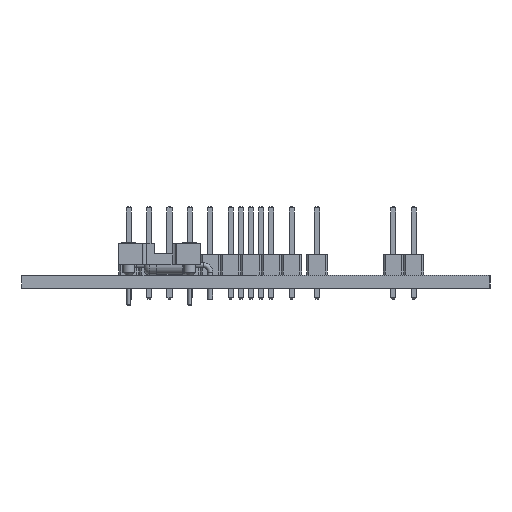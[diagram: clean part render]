
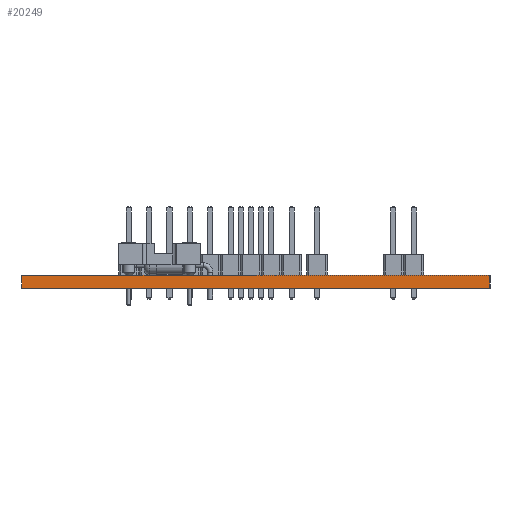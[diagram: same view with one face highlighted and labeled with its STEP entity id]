
A CAD part, left-side view. The second image highlights one B-rep face of the part: STEP entity #20249.
In plain terms, the highlighted planar face has unit normal (-1, 0, 0).
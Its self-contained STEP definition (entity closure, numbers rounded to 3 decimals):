
#20249 = ADVANCED_FACE('',(#20250),#20264,.F.);
#20250 = FACE_BOUND('',#20251,.F.);
#20251 = EDGE_LOOP('',(#20252,#20287,#20315,#20343));
#20252 = ORIENTED_EDGE('',*,*,#20253,.T.);
#20253 = EDGE_CURVE('',#20254,#20256,#20258,.T.);
#20254 = VERTEX_POINT('',#20255);
#20255 = CARTESIAN_POINT('',(106.68,-100.965,0.));
#20256 = VERTEX_POINT('',#20257);
#20257 = CARTESIAN_POINT('',(106.68,-100.965,1.6));
#20258 = SURFACE_CURVE('',#20259,(#20263,#20275),.PCURVE_S1.);
#20259 = LINE('',#20260,#20261);
#20260 = CARTESIAN_POINT('',(106.68,-100.965,0.));
#20261 = VECTOR('',#20262,1.);
#20262 = DIRECTION('',(0.,0.,1.));
#20263 = PCURVE('',#20264,#20269);
#20264 = PLANE('',#20265);
#20265 = AXIS2_PLACEMENT_3D('',#20266,#20267,#20268);
#20266 = CARTESIAN_POINT('',(106.68,-100.965,0.));
#20267 = DIRECTION('',(1.,0.,-0.));
#20268 = DIRECTION('',(0.,-1.,0.));
#20269 = DEFINITIONAL_REPRESENTATION('',(#20270),#20274);
#20270 = LINE('',#20271,#20272);
#20271 = CARTESIAN_POINT('',(0.,0.));
#20272 = VECTOR('',#20273,1.);
#20273 = DIRECTION('',(0.,-1.));
#20274 = ( GEOMETRIC_REPRESENTATION_CONTEXT(2) 
PARAMETRIC_REPRESENTATION_CONTEXT() REPRESENTATION_CONTEXT('2D SPACE',''
  ) );
#20275 = PCURVE('',#20276,#20281);
#20276 = PLANE('',#20277);
#20277 = AXIS2_PLACEMENT_3D('',#20278,#20279,#20280);
#20278 = CARTESIAN_POINT('',(186.055,-100.965,0.));
#20279 = DIRECTION('',(0.,-1.,0.));
#20280 = DIRECTION('',(-1.,0.,0.));
#20281 = DEFINITIONAL_REPRESENTATION('',(#20282),#20286);
#20282 = LINE('',#20283,#20284);
#20283 = CARTESIAN_POINT('',(79.375,0.));
#20284 = VECTOR('',#20285,1.);
#20285 = DIRECTION('',(0.,-1.));
#20286 = ( GEOMETRIC_REPRESENTATION_CONTEXT(2) 
PARAMETRIC_REPRESENTATION_CONTEXT() REPRESENTATION_CONTEXT('2D SPACE',''
  ) );
#20287 = ORIENTED_EDGE('',*,*,#20288,.T.);
#20288 = EDGE_CURVE('',#20256,#20289,#20291,.T.);
#20289 = VERTEX_POINT('',#20290);
#20290 = CARTESIAN_POINT('',(106.68,-159.385,1.6));
#20291 = SURFACE_CURVE('',#20292,(#20296,#20303),.PCURVE_S1.);
#20292 = LINE('',#20293,#20294);
#20293 = CARTESIAN_POINT('',(106.68,-100.965,1.6));
#20294 = VECTOR('',#20295,1.);
#20295 = DIRECTION('',(0.,-1.,0.));
#20296 = PCURVE('',#20264,#20297);
#20297 = DEFINITIONAL_REPRESENTATION('',(#20298),#20302);
#20298 = LINE('',#20299,#20300);
#20299 = CARTESIAN_POINT('',(0.,-1.6));
#20300 = VECTOR('',#20301,1.);
#20301 = DIRECTION('',(1.,0.));
#20302 = ( GEOMETRIC_REPRESENTATION_CONTEXT(2) 
PARAMETRIC_REPRESENTATION_CONTEXT() REPRESENTATION_CONTEXT('2D SPACE',''
  ) );
#20303 = PCURVE('',#20304,#20309);
#20304 = PLANE('',#20305);
#20305 = AXIS2_PLACEMENT_3D('',#20306,#20307,#20308);
#20306 = CARTESIAN_POINT('',(146.368,-130.175,1.6));
#20307 = DIRECTION('',(0.,0.,1.));
#20308 = DIRECTION('',(1.,0.,-0.));
#20309 = DEFINITIONAL_REPRESENTATION('',(#20310),#20314);
#20310 = LINE('',#20311,#20312);
#20311 = CARTESIAN_POINT('',(-39.688,29.21));
#20312 = VECTOR('',#20313,1.);
#20313 = DIRECTION('',(0.,-1.));
#20314 = ( GEOMETRIC_REPRESENTATION_CONTEXT(2) 
PARAMETRIC_REPRESENTATION_CONTEXT() REPRESENTATION_CONTEXT('2D SPACE',''
  ) );
#20315 = ORIENTED_EDGE('',*,*,#20316,.F.);
#20316 = EDGE_CURVE('',#20317,#20289,#20319,.T.);
#20317 = VERTEX_POINT('',#20318);
#20318 = CARTESIAN_POINT('',(106.68,-159.385,0.));
#20319 = SURFACE_CURVE('',#20320,(#20324,#20331),.PCURVE_S1.);
#20320 = LINE('',#20321,#20322);
#20321 = CARTESIAN_POINT('',(106.68,-159.385,0.));
#20322 = VECTOR('',#20323,1.);
#20323 = DIRECTION('',(0.,0.,1.));
#20324 = PCURVE('',#20264,#20325);
#20325 = DEFINITIONAL_REPRESENTATION('',(#20326),#20330);
#20326 = LINE('',#20327,#20328);
#20327 = CARTESIAN_POINT('',(58.42,0.));
#20328 = VECTOR('',#20329,1.);
#20329 = DIRECTION('',(0.,-1.));
#20330 = ( GEOMETRIC_REPRESENTATION_CONTEXT(2) 
PARAMETRIC_REPRESENTATION_CONTEXT() REPRESENTATION_CONTEXT('2D SPACE',''
  ) );
#20331 = PCURVE('',#20332,#20337);
#20332 = PLANE('',#20333);
#20333 = AXIS2_PLACEMENT_3D('',#20334,#20335,#20336);
#20334 = CARTESIAN_POINT('',(106.68,-159.385,0.));
#20335 = DIRECTION('',(0.,1.,0.));
#20336 = DIRECTION('',(1.,0.,0.));
#20337 = DEFINITIONAL_REPRESENTATION('',(#20338),#20342);
#20338 = LINE('',#20339,#20340);
#20339 = CARTESIAN_POINT('',(0.,0.));
#20340 = VECTOR('',#20341,1.);
#20341 = DIRECTION('',(0.,-1.));
#20342 = ( GEOMETRIC_REPRESENTATION_CONTEXT(2) 
PARAMETRIC_REPRESENTATION_CONTEXT() REPRESENTATION_CONTEXT('2D SPACE',''
  ) );
#20343 = ORIENTED_EDGE('',*,*,#20344,.F.);
#20344 = EDGE_CURVE('',#20254,#20317,#20345,.T.);
#20345 = SURFACE_CURVE('',#20346,(#20350,#20357),.PCURVE_S1.);
#20346 = LINE('',#20347,#20348);
#20347 = CARTESIAN_POINT('',(106.68,-100.965,0.));
#20348 = VECTOR('',#20349,1.);
#20349 = DIRECTION('',(0.,-1.,0.));
#20350 = PCURVE('',#20264,#20351);
#20351 = DEFINITIONAL_REPRESENTATION('',(#20352),#20356);
#20352 = LINE('',#20353,#20354);
#20353 = CARTESIAN_POINT('',(0.,0.));
#20354 = VECTOR('',#20355,1.);
#20355 = DIRECTION('',(1.,0.));
#20356 = ( GEOMETRIC_REPRESENTATION_CONTEXT(2) 
PARAMETRIC_REPRESENTATION_CONTEXT() REPRESENTATION_CONTEXT('2D SPACE',''
  ) );
#20357 = PCURVE('',#20358,#20363);
#20358 = PLANE('',#20359);
#20359 = AXIS2_PLACEMENT_3D('',#20360,#20361,#20362);
#20360 = CARTESIAN_POINT('',(146.368,-130.175,0.));
#20361 = DIRECTION('',(0.,0.,1.));
#20362 = DIRECTION('',(1.,0.,-0.));
#20363 = DEFINITIONAL_REPRESENTATION('',(#20364),#20368);
#20364 = LINE('',#20365,#20366);
#20365 = CARTESIAN_POINT('',(-39.688,29.21));
#20366 = VECTOR('',#20367,1.);
#20367 = DIRECTION('',(0.,-1.));
#20368 = ( GEOMETRIC_REPRESENTATION_CONTEXT(2) 
PARAMETRIC_REPRESENTATION_CONTEXT() REPRESENTATION_CONTEXT('2D SPACE',''
  ) );
